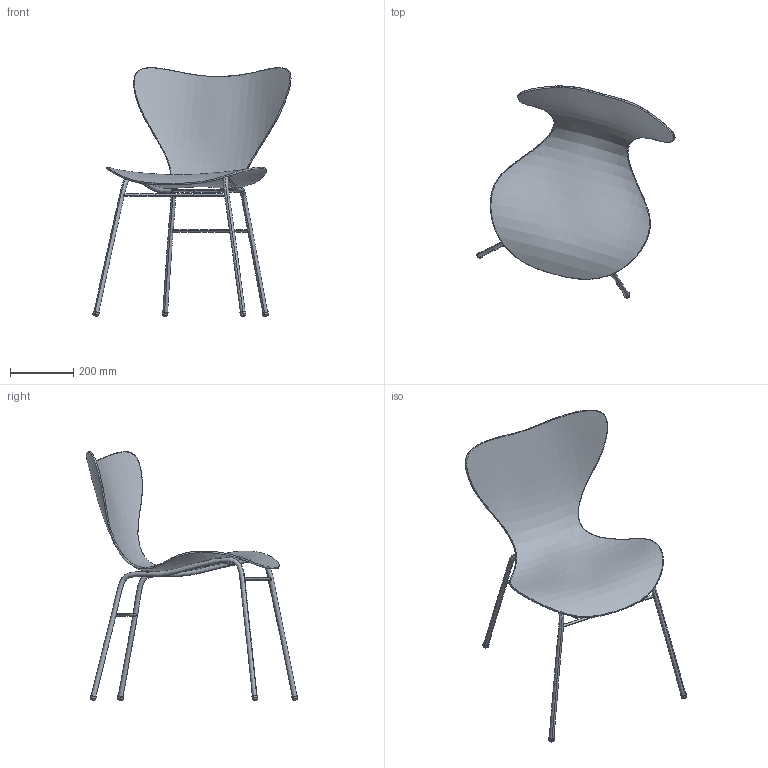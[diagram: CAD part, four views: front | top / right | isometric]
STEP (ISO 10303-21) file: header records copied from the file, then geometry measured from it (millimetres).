
FILE_DESCRIPTION(/* description */ (''),/* implementation_level */ '2;1');
FILE_NAME(/* name */ 'Arne7',/* time_stamp */ '2018-05-31T14:57:47-03:00',/* author */ (''),/* organization */ (''),/* preprocessor_version */ 'ST-DEVELOPER v15',/* originating_system */ '',/* authorisation */ '');
FILE_SCHEMA (('AUTOMOTIVE_DESIGN'));
Length unit declared in the file: millimetre
Products named in the file (1): Document
Bounding box: 626.89 x 670.5 x 787.26 mm (x, y, z)
Volume: 2187422.8 mm3; surface area: 833971.1 mm2
Topology: 10 solids, 10 shells, 304 faces, 650 edges, 376 vertices
Faces by surface type: bspline 248, plane 56
Entity records: 56981 total; most frequent: CARTESIAN_POINT 53268, ORIENTED_EDGE 1300, EDGE_CURVE 650, VERTEX_POINT 376, EDGE_LOOP 320, ADVANCED_FACE 304, FACE_OUTER_BOUND 304, B_SPLINE_CURVE_WITH_KNOTS 134
